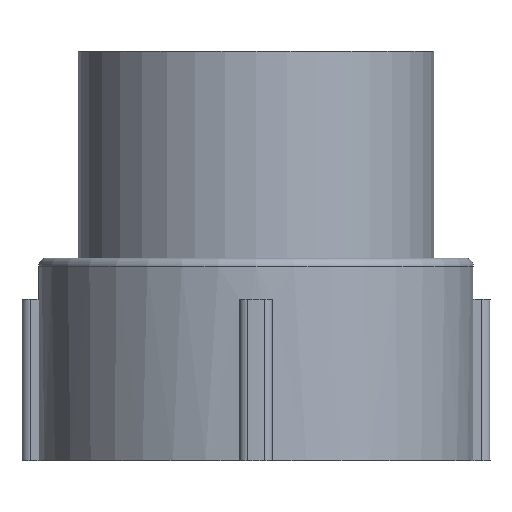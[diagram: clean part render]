
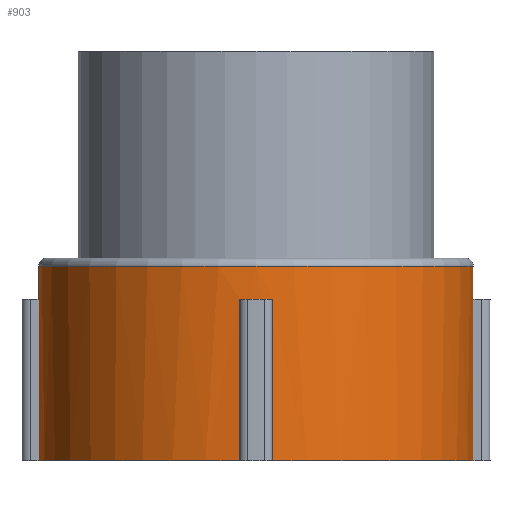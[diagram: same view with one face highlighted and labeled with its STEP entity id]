
A CAD part, front view. The second image highlights one B-rep face of the part: STEP entity #903.
In plain terms, the highlighted cylindrical face has radius 26.3 mm (diameter 52.6 mm), a full revolution.
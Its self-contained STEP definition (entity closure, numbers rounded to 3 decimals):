
#71=FACE_OUTER_BOUND('',#124,.T.);
#124=EDGE_LOOP('',(#677,#678,#679,#680,#681,#682,#683,#684,#685,#686,#687,
#688,#689,#690,#691,#692,#693,#694,#695,#696,#697));
#204=CIRCLE('',#969,26.3);
#208=CIRCLE('',#973,26.3);
#212=CIRCLE('',#977,26.3);
#216=CIRCLE('',#981,26.3);
#223=CIRCLE('',#994,26.3);
#226=CIRCLE('',#997,26.3);
#228=CIRCLE('',#1001,26.3);
#229=CIRCLE('',#1002,26.3);
#230=CIRCLE('',#1003,26.3);
#231=CIRCLE('',#1004,26.3);
#232=CIRCLE('',#1005,26.3);
#269=LINE('',#1707,#323);
#270=LINE('',#1709,#324);
#271=LINE('',#1712,#325);
#272=LINE('',#1714,#326);
#273=LINE('',#1717,#327);
#274=LINE('',#1719,#328);
#275=LINE('',#1722,#329);
#276=LINE('',#1724,#330);
#277=LINE('',#1727,#331);
#323=VECTOR('',#1175,10.);
#324=VECTOR('',#1176,10.);
#325=VECTOR('',#1179,10.);
#326=VECTOR('',#1180,10.);
#327=VECTOR('',#1183,10.);
#328=VECTOR('',#1184,10.);
#329=VECTOR('',#1187,10.);
#330=VECTOR('',#1188,10.);
#331=VECTOR('',#1191,26.3);
#381=VERTEX_POINT('',#1629);
#382=VERTEX_POINT('',#1631);
#387=VERTEX_POINT('',#1641);
#388=VERTEX_POINT('',#1643);
#393=VERTEX_POINT('',#1653);
#394=VERTEX_POINT('',#1655);
#399=VERTEX_POINT('',#1665);
#400=VERTEX_POINT('',#1667);
#408=VERTEX_POINT('',#1695);
#409=VERTEX_POINT('',#1696);
#412=VERTEX_POINT('',#1706);
#413=VERTEX_POINT('',#1708);
#414=VERTEX_POINT('',#1710);
#415=VERTEX_POINT('',#1713);
#416=VERTEX_POINT('',#1715);
#417=VERTEX_POINT('',#1718);
#418=VERTEX_POINT('',#1720);
#419=VERTEX_POINT('',#1723);
#420=VERTEX_POINT('',#1725);
#482=EDGE_CURVE('',#381,#382,#204,.T.);
#488=EDGE_CURVE('',#387,#388,#208,.T.);
#494=EDGE_CURVE('',#393,#394,#212,.T.);
#500=EDGE_CURVE('',#399,#400,#216,.T.);
#514=EDGE_CURVE('',#408,#409,#223,.T.);
#517=EDGE_CURVE('',#409,#408,#226,.T.);
#519=EDGE_CURVE('',#412,#394,#269,.T.);
#520=EDGE_CURVE('',#393,#413,#270,.T.);
#521=EDGE_CURVE('',#413,#414,#228,.T.);
#522=EDGE_CURVE('',#414,#388,#271,.T.);
#523=EDGE_CURVE('',#387,#415,#272,.T.);
#524=EDGE_CURVE('',#415,#416,#229,.T.);
#525=EDGE_CURVE('',#416,#382,#273,.T.);
#526=EDGE_CURVE('',#381,#417,#274,.T.);
#527=EDGE_CURVE('',#417,#418,#230,.T.);
#528=EDGE_CURVE('',#418,#400,#275,.T.);
#529=EDGE_CURVE('',#399,#419,#276,.T.);
#530=EDGE_CURVE('',#419,#420,#231,.T.);
#531=EDGE_CURVE('',#420,#408,#277,.T.);
#532=EDGE_CURVE('',#420,#412,#232,.T.);
#677=ORIENTED_EDGE('',*,*,#519,.T.);
#678=ORIENTED_EDGE('',*,*,#494,.F.);
#679=ORIENTED_EDGE('',*,*,#520,.T.);
#680=ORIENTED_EDGE('',*,*,#521,.T.);
#681=ORIENTED_EDGE('',*,*,#522,.T.);
#682=ORIENTED_EDGE('',*,*,#488,.F.);
#683=ORIENTED_EDGE('',*,*,#523,.T.);
#684=ORIENTED_EDGE('',*,*,#524,.T.);
#685=ORIENTED_EDGE('',*,*,#525,.T.);
#686=ORIENTED_EDGE('',*,*,#482,.F.);
#687=ORIENTED_EDGE('',*,*,#526,.T.);
#688=ORIENTED_EDGE('',*,*,#527,.T.);
#689=ORIENTED_EDGE('',*,*,#528,.T.);
#690=ORIENTED_EDGE('',*,*,#500,.F.);
#691=ORIENTED_EDGE('',*,*,#529,.T.);
#692=ORIENTED_EDGE('',*,*,#530,.T.);
#693=ORIENTED_EDGE('',*,*,#531,.T.);
#694=ORIENTED_EDGE('',*,*,#517,.F.);
#695=ORIENTED_EDGE('',*,*,#514,.F.);
#696=ORIENTED_EDGE('',*,*,#531,.F.);
#697=ORIENTED_EDGE('',*,*,#532,.T.);
#873=CYLINDRICAL_SURFACE('',#1000,26.3);
#903=ADVANCED_FACE('',(#71),#873,.T.);
#969=AXIS2_PLACEMENT_3D('',#1632,#1098,#1099);
#973=AXIS2_PLACEMENT_3D('',#1644,#1108,#1109);
#977=AXIS2_PLACEMENT_3D('',#1656,#1118,#1119);
#981=AXIS2_PLACEMENT_3D('',#1668,#1128,#1129);
#994=AXIS2_PLACEMENT_3D('',#1697,#1161,#1162);
#997=AXIS2_PLACEMENT_3D('',#1701,#1167,#1168);
#1000=AXIS2_PLACEMENT_3D('',#1705,#1173,#1174);
#1001=AXIS2_PLACEMENT_3D('',#1711,#1177,#1178);
#1002=AXIS2_PLACEMENT_3D('',#1716,#1181,#1182);
#1003=AXIS2_PLACEMENT_3D('',#1721,#1185,#1186);
#1004=AXIS2_PLACEMENT_3D('',#1726,#1189,#1190);
#1005=AXIS2_PLACEMENT_3D('',#1728,#1192,#1193);
#1098=DIRECTION('center_axis',(0.,0.,-1.));
#1099=DIRECTION('ref_axis',(1.,0.,0.));
#1108=DIRECTION('center_axis',(0.,0.,-1.));
#1109=DIRECTION('ref_axis',(1.,0.,0.));
#1118=DIRECTION('center_axis',(0.,0.,-1.));
#1119=DIRECTION('ref_axis',(1.,0.,0.));
#1128=DIRECTION('center_axis',(0.,0.,-1.));
#1129=DIRECTION('ref_axis',(1.,0.,0.));
#1161=DIRECTION('center_axis',(0.,0.,1.));
#1162=DIRECTION('ref_axis',(1.,0.,0.));
#1167=DIRECTION('center_axis',(0.,0.,1.));
#1168=DIRECTION('ref_axis',(1.,0.,0.));
#1173=DIRECTION('center_axis',(0.,0.,-1.));
#1174=DIRECTION('ref_axis',(1.,0.,0.));
#1175=DIRECTION('',(0.,0.,-1.));
#1176=DIRECTION('',(0.,0.,1.));
#1177=DIRECTION('center_axis',(0.,0.,1.));
#1178=DIRECTION('ref_axis',(1.,0.,0.));
#1179=DIRECTION('',(0.,0.,-1.));
#1180=DIRECTION('',(0.,0.,1.));
#1181=DIRECTION('center_axis',(0.,0.,1.));
#1182=DIRECTION('ref_axis',(1.,0.,0.));
#1183=DIRECTION('',(0.,0.,-1.));
#1184=DIRECTION('',(0.,0.,1.));
#1185=DIRECTION('center_axis',(0.,0.,1.));
#1186=DIRECTION('ref_axis',(1.,0.,0.));
#1187=DIRECTION('',(0.,0.,-1.));
#1188=DIRECTION('',(0.,0.,1.));
#1189=DIRECTION('center_axis',(0.,0.,1.));
#1190=DIRECTION('ref_axis',(1.,0.,0.));
#1191=DIRECTION('',(0.,0.,1.));
#1192=DIRECTION('center_axis',(0.,0.,1.));
#1193=DIRECTION('ref_axis',(1.,0.,0.));
#1629=CARTESIAN_POINT('',(2.,26.224,-24.5));
#1631=CARTESIAN_POINT('',(26.224,2.,-24.5));
#1632=CARTESIAN_POINT('Origin',(0.,0.,-24.5));
#1641=CARTESIAN_POINT('',(26.224,-2.,-24.5));
#1643=CARTESIAN_POINT('',(2.,-26.224,-24.5));
#1644=CARTESIAN_POINT('Origin',(0.,0.,-24.5));
#1653=CARTESIAN_POINT('',(-2.,-26.224,-24.5));
#1655=CARTESIAN_POINT('',(-26.224,-2.,-24.5));
#1656=CARTESIAN_POINT('Origin',(0.,0.,-24.5));
#1665=CARTESIAN_POINT('',(-26.224,2.,-24.5));
#1667=CARTESIAN_POINT('',(-2.,26.224,-24.5));
#1668=CARTESIAN_POINT('Origin',(0.,0.,-24.5));
#1695=CARTESIAN_POINT('',(-26.3,0.,-1.));
#1696=CARTESIAN_POINT('',(26.3,0.,-1.));
#1697=CARTESIAN_POINT('Origin',(0.,0.,-1.));
#1701=CARTESIAN_POINT('Origin',(0.,0.,-1.));
#1705=CARTESIAN_POINT('Origin',(0.,0.,0.));
#1706=CARTESIAN_POINT('',(-26.224,-2.,-5.));
#1707=CARTESIAN_POINT('',(-26.224,-2.,0.));
#1708=CARTESIAN_POINT('',(-2.,-26.224,-5.));
#1709=CARTESIAN_POINT('',(-2.,-26.224,0.));
#1710=CARTESIAN_POINT('',(2.,-26.224,-5.));
#1711=CARTESIAN_POINT('Origin',(0.,0.,-5.));
#1712=CARTESIAN_POINT('',(2.,-26.224,0.));
#1713=CARTESIAN_POINT('',(26.224,-2.,-5.));
#1714=CARTESIAN_POINT('',(26.224,-2.,0.));
#1715=CARTESIAN_POINT('',(26.224,2.,-5.));
#1716=CARTESIAN_POINT('Origin',(0.,0.,-5.));
#1717=CARTESIAN_POINT('',(26.224,2.,0.));
#1718=CARTESIAN_POINT('',(2.,26.224,-5.));
#1719=CARTESIAN_POINT('',(2.,26.224,0.));
#1720=CARTESIAN_POINT('',(-2.,26.224,-5.));
#1721=CARTESIAN_POINT('Origin',(0.,0.,-5.));
#1722=CARTESIAN_POINT('',(-2.,26.224,0.));
#1723=CARTESIAN_POINT('',(-26.224,2.,-5.));
#1724=CARTESIAN_POINT('',(-26.224,2.,0.));
#1725=CARTESIAN_POINT('',(-26.3,0.,-5.));
#1726=CARTESIAN_POINT('Origin',(0.,0.,-5.));
#1727=CARTESIAN_POINT('',(-26.3,0.,0.));
#1728=CARTESIAN_POINT('Origin',(0.,0.,-5.));
